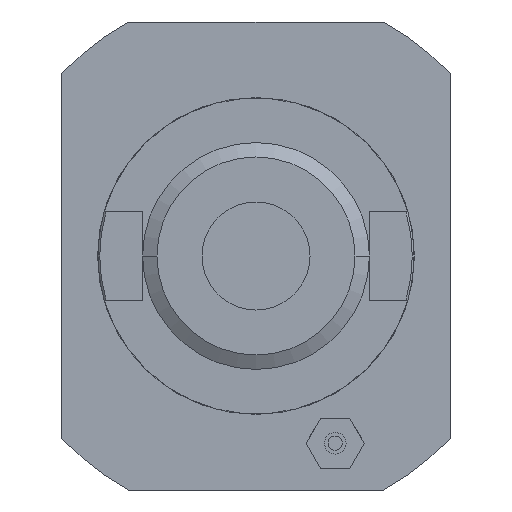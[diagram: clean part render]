
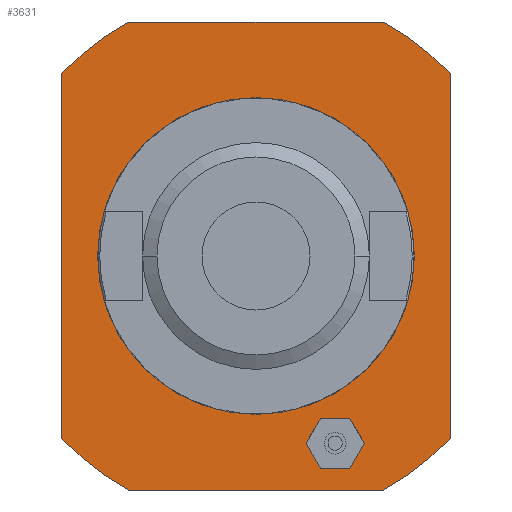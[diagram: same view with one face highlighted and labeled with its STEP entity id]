
A CAD part, left-side view. The second image highlights one B-rep face of the part: STEP entity #3631.
In plain terms, the highlighted planar face has unit normal (-1, 0, 0).
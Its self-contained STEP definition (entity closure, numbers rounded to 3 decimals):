
#1=CARTESIAN_POINT('',(-25.,0.,0.));
#2=DIRECTION('',(-1.,0.,0.));
#3=DIRECTION('',(0.,0.478,0.878));
#4=AXIS2_PLACEMENT_3D('',#1,#2,#3);
#424=CARTESIAN_POINT('',(-25.,0.,0.));
#425=DIRECTION('',(-1.,0.,0.));
#426=DIRECTION('',(0.,0.73,-0.684));
#427=AXIS2_PLACEMENT_3D('',#424,#425,#426);
#487=DIRECTION('',(0.,-1.,0.));
#488=VECTOR('',#487,70.739);
#489=CARTESIAN_POINT('',(-25.,35.369,65.));
#490=LINE('',#489,#488);
#491=DIRECTION('',(0.,0.,-1.));
#492=VECTOR('',#491,101.193);
#493=CARTESIAN_POINT('',(-25.,-54.,50.596));
#494=LINE('',#493,#492);
#495=DIRECTION('',(0.,1.,0.));
#496=VECTOR('',#495,70.739);
#497=CARTESIAN_POINT('',(-25.,-35.369,-65.));
#498=LINE('',#497,#496);
#499=DIRECTION('',(0.,0.,1.));
#500=VECTOR('',#499,101.193);
#501=CARTESIAN_POINT('',(-25.,54.,-50.596));
#502=LINE('',#501,#500);
#503=CARTESIAN_POINT('',(-25.,0.,0.));
#504=DIRECTION('',(-1.,0.,0.));
#505=DIRECTION('',(0.,0.,1.));
#506=AXIS2_PLACEMENT_3D('',#503,#504,#505);
#508=CARTESIAN_POINT('',(-25.,0.,0.));
#509=DIRECTION('',(1.,0.,0.));
#510=DIRECTION('',(0.,0.,1.));
#511=AXIS2_PLACEMENT_3D('',#508,#509,#510);
#513=CARTESIAN_POINT('',(-25.,-22.,-52.));
#514=DIRECTION('',(-1.,0.,0.));
#515=DIRECTION('',(0.,1.,0.));
#516=AXIS2_PLACEMENT_3D('',#513,#514,#515);
#518=CARTESIAN_POINT('',(-25.,-22.,-52.));
#519=DIRECTION('',(-1.,0.,0.));
#520=DIRECTION('',(0.,-1.,0.));
#521=AXIS2_PLACEMENT_3D('',#518,#519,#520);
#523=CARTESIAN_POINT('',(-25.,0.,0.));
#524=DIRECTION('',(1.,0.,0.));
#525=DIRECTION('',(0.,-0.478,0.878));
#526=AXIS2_PLACEMENT_3D('',#523,#524,#525);
#586=CARTESIAN_POINT('',(-25.,0.,0.));
#587=DIRECTION('',(1.,0.,0.));
#588=DIRECTION('',(0.,-0.73,-0.684));
#589=AXIS2_PLACEMENT_3D('',#586,#587,#588);
#2442=CARTESIAN_POINT('',(-25.,0.,44.));
#2444=VERTEX_POINT('',#2442);
#2450=CARTESIAN_POINT('',(-25.,0.,-44.));
#2452=VERTEX_POINT('',#2450);
#2458=CARTESIAN_POINT('',(-25.,35.369,65.));
#2460=VERTEX_POINT('',#2458);
#2462=CARTESIAN_POINT('',(-25.,35.369,-65.));
#2464=VERTEX_POINT('',#2462);
#2466=CARTESIAN_POINT('',(-25.,54.,50.596));
#2468=VERTEX_POINT('',#2466);
#2470=CARTESIAN_POINT('',(-25.,54.,-50.596));
#2472=VERTEX_POINT('',#2470);
#2475=CARTESIAN_POINT('',(-25.,-35.369,65.));
#2476=VERTEX_POINT('',#2475);
#2477=CARTESIAN_POINT('',(-25.,-54.,50.596));
#2478=CARTESIAN_POINT('',(-25.,-54.,-50.596));
#2479=VERTEX_POINT('',#2477);
#2480=VERTEX_POINT('',#2478);
#2481=CARTESIAN_POINT('',(-25.,-35.369,-65.));
#2482=VERTEX_POINT('',#2481);
#2968=CARTESIAN_POINT('',(-25.,-15.,-52.));
#2969=CARTESIAN_POINT('',(-25.,-29.,-52.));
#2970=VERTEX_POINT('',#2968);
#2971=VERTEX_POINT('',#2969);
#3601=CARTESIAN_POINT('',(-25.,0.,0.));
#3602=DIRECTION('',(-1.,0.,0.));
#3603=DIRECTION('',(0.,0.,-1.));
#3604=AXIS2_PLACEMENT_3D('',#3601,#3602,#3603);
#3605=PLANE('',#3604);
#3606=ORIENTED_EDGE('',*,*,#3180,.T.);
#3608=ORIENTED_EDGE('',*,*,#3607,.T.);
#3610=ORIENTED_EDGE('',*,*,#3609,.T.);
#3612=ORIENTED_EDGE('',*,*,#3611,.T.);
#3613=ORIENTED_EDGE('',*,*,#3413,.T.);
#3614=ORIENTED_EDGE('',*,*,#3493,.F.);
#3615=ORIENTED_EDGE('',*,*,#3512,.T.);
#3616=ORIENTED_EDGE('',*,*,#3161,.F.);
#3617=EDGE_LOOP('',(#3606,#3608,#3610,#3612,#3613,#3614,#3615,#3616));
#3618=FACE_OUTER_BOUND('',#3617,.F.);
#3620=ORIENTED_EDGE('',*,*,#3619,.T.);
#3622=ORIENTED_EDGE('',*,*,#3621,.F.);
#3623=EDGE_LOOP('',(#3620,#3622));
#3624=FACE_BOUND('',#3623,.F.);
#3626=ORIENTED_EDGE('',*,*,#3625,.T.);
#3628=ORIENTED_EDGE('',*,*,#3627,.T.);
#3629=EDGE_LOOP('',(#3626,#3628));
#3630=FACE_BOUND('',#3629,.F.);
#3631=ADVANCED_FACE('',(#3618,#3624,#3630),#3605,.T.);
#5=CIRCLE('',#4,74.);
#428=CIRCLE('',#427,74.);
#507=CIRCLE('',#506,44.);
#512=CIRCLE('',#511,44.);
#517=CIRCLE('',#516,7.);
#522=CIRCLE('',#521,7.);
#527=CIRCLE('',#526,74.);
#590=CIRCLE('',#589,74.);
#3161=EDGE_CURVE('',#2460,#2468,#5,.T.);
#3180=EDGE_CURVE('',#2460,#2476,#490,.T.);
#3413=EDGE_CURVE('',#2482,#2464,#498,.T.);
#3493=EDGE_CURVE('',#2472,#2464,#428,.T.);
#3512=EDGE_CURVE('',#2472,#2468,#502,.T.);
#3607=EDGE_CURVE('',#2476,#2479,#527,.T.);
#3609=EDGE_CURVE('',#2479,#2480,#494,.T.);
#3611=EDGE_CURVE('',#2480,#2482,#590,.T.);
#3619=EDGE_CURVE('',#2444,#2452,#507,.T.);
#3621=EDGE_CURVE('',#2444,#2452,#512,.T.);
#3625=EDGE_CURVE('',#2970,#2971,#517,.T.);
#3627=EDGE_CURVE('',#2971,#2970,#522,.T.);
